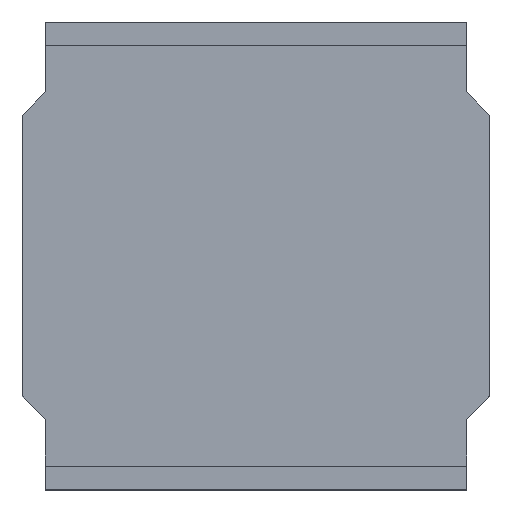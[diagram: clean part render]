
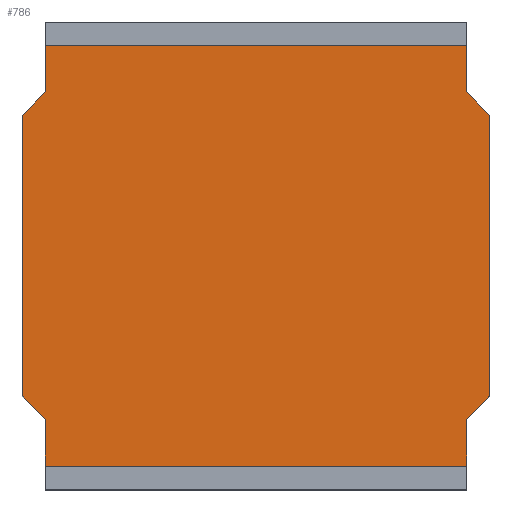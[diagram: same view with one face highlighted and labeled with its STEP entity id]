
A CAD part, top view. The second image highlights one B-rep face of the part: STEP entity #786.
In plain terms, the highlighted planar face has unit normal (0, 0, 1).
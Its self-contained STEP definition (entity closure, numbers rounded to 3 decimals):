
#683=CARTESIAN_POINT('',(0.,0.,4.2));
#684=DIRECTION('',(0.,0.,1.));
#685=DIRECTION('',(1.,0.,0.));
#686=AXIS2_PLACEMENT_3D('',#683,#684,#685);
#687=PLANE('',#686);
#688=CARTESIAN_POINT('',(-3.6,2.8,4.2));
#689=VERTEX_POINT('',#688);
#690=CARTESIAN_POINT('',(-3.6,3.6,4.2));
#691=VERTEX_POINT('',#690);
#692=CARTESIAN_POINT('',(-3.6,2.8,4.2));
#693=DIRECTION('',(0.,1.,0.));
#694=VECTOR('',#693,0.8);
#695=LINE('',#692,#694);
#696=EDGE_CURVE('',#689,#691,#695,.T.);
#697=ORIENTED_EDGE('',*,*,#696,.F.);
#698=CARTESIAN_POINT('',(-4.,2.4,4.2));
#699=VERTEX_POINT('',#698);
#700=CARTESIAN_POINT('',(-3.6,2.8,4.2));
#701=DIRECTION('',(-0.707,-0.707,-0.));
#702=VECTOR('',#701,0.566);
#703=LINE('',#700,#702);
#704=EDGE_CURVE('',#689,#699,#703,.T.);
#705=ORIENTED_EDGE('',*,*,#704,.T.);
#706=CARTESIAN_POINT('',(-4.,-2.4,4.2));
#707=VERTEX_POINT('',#706);
#708=CARTESIAN_POINT('',(-4.,-2.4,4.2));
#709=DIRECTION('',(-0.,1.,0.));
#710=VECTOR('',#709,4.8);
#711=LINE('',#708,#710);
#712=EDGE_CURVE('',#707,#699,#711,.T.);
#713=ORIENTED_EDGE('',*,*,#712,.F.);
#714=CARTESIAN_POINT('',(-3.6,-2.8,4.2));
#715=VERTEX_POINT('',#714);
#716=CARTESIAN_POINT('',(-4.,-2.4,4.2));
#717=DIRECTION('',(0.707,-0.707,-0.));
#718=VECTOR('',#717,0.566);
#719=LINE('',#716,#718);
#720=EDGE_CURVE('',#707,#715,#719,.T.);
#721=ORIENTED_EDGE('',*,*,#720,.T.);
#722=CARTESIAN_POINT('',(-3.6,-3.6,4.2));
#723=VERTEX_POINT('',#722);
#724=CARTESIAN_POINT('',(-3.6,-3.6,4.2));
#725=DIRECTION('',(0.,1.,0.));
#726=VECTOR('',#725,0.8);
#727=LINE('',#724,#726);
#728=EDGE_CURVE('',#723,#715,#727,.T.);
#729=ORIENTED_EDGE('',*,*,#728,.F.);
#730=CARTESIAN_POINT('',(3.6,-3.6,4.2));
#731=VERTEX_POINT('',#730);
#732=CARTESIAN_POINT('',(3.6,-3.6,4.2));
#733=DIRECTION('',(-1.,0.,0.));
#734=VECTOR('',#733,7.2);
#735=LINE('',#732,#734);
#736=EDGE_CURVE('',#731,#723,#735,.T.);
#737=ORIENTED_EDGE('',*,*,#736,.F.);
#738=CARTESIAN_POINT('',(3.6,-2.8,4.2));
#739=VERTEX_POINT('',#738);
#740=CARTESIAN_POINT('',(3.6,-3.6,4.2));
#741=DIRECTION('',(-0.,1.,0.));
#742=VECTOR('',#741,0.8);
#743=LINE('',#740,#742);
#744=EDGE_CURVE('',#731,#739,#743,.T.);
#745=ORIENTED_EDGE('',*,*,#744,.T.);
#746=CARTESIAN_POINT('',(4.,-2.4,4.2));
#747=VERTEX_POINT('',#746);
#748=CARTESIAN_POINT('',(3.6,-2.8,4.2));
#749=DIRECTION('',(0.707,0.707,-0.));
#750=VECTOR('',#749,0.566);
#751=LINE('',#748,#750);
#752=EDGE_CURVE('',#739,#747,#751,.T.);
#753=ORIENTED_EDGE('',*,*,#752,.T.);
#754=CARTESIAN_POINT('',(4.,2.4,4.2));
#755=VERTEX_POINT('',#754);
#756=CARTESIAN_POINT('',(4.,2.4,4.2));
#757=DIRECTION('',(0.,-1.,0.));
#758=VECTOR('',#757,4.8);
#759=LINE('',#756,#758);
#760=EDGE_CURVE('',#755,#747,#759,.T.);
#761=ORIENTED_EDGE('',*,*,#760,.F.);
#762=CARTESIAN_POINT('',(3.6,2.8,4.2));
#763=VERTEX_POINT('',#762);
#764=CARTESIAN_POINT('',(4.,2.4,4.2));
#765=DIRECTION('',(-0.707,0.707,-0.));
#766=VECTOR('',#765,0.566);
#767=LINE('',#764,#766);
#768=EDGE_CURVE('',#755,#763,#767,.T.);
#769=ORIENTED_EDGE('',*,*,#768,.T.);
#770=CARTESIAN_POINT('',(3.6,3.6,4.2));
#771=VERTEX_POINT('',#770);
#772=CARTESIAN_POINT('',(3.6,2.8,4.2));
#773=DIRECTION('',(-0.,1.,0.));
#774=VECTOR('',#773,0.8);
#775=LINE('',#772,#774);
#776=EDGE_CURVE('',#763,#771,#775,.T.);
#777=ORIENTED_EDGE('',*,*,#776,.T.);
#778=CARTESIAN_POINT('',(3.6,3.6,4.2));
#779=DIRECTION('',(-1.,-0.,0.));
#780=VECTOR('',#779,7.2);
#781=LINE('',#778,#780);
#782=EDGE_CURVE('',#771,#691,#781,.T.);
#783=ORIENTED_EDGE('',*,*,#782,.T.);
#784=EDGE_LOOP('',(#697,#705,#713,#721,#729,#737,#745,#753,#761,#769,#777,#783));
#785=FACE_BOUND('',#784,.T.);
#786=ADVANCED_FACE('',(#785),#687,.T.);
